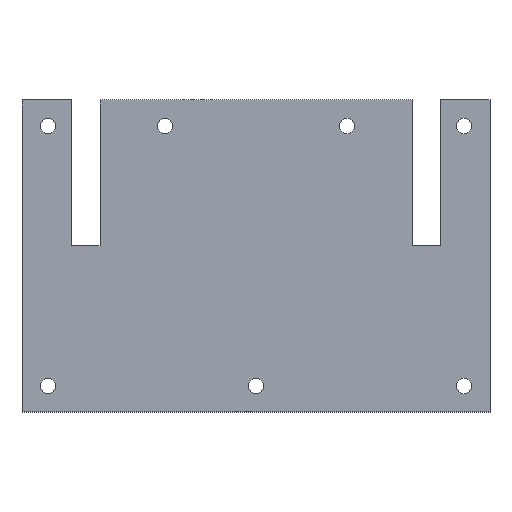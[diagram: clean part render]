
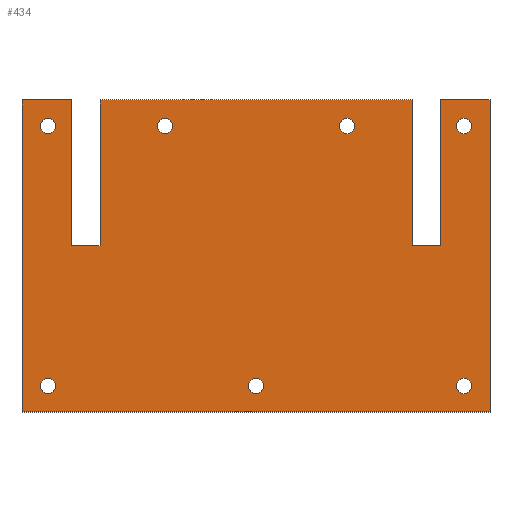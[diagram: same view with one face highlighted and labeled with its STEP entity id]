
A CAD part, top view. The second image highlights one B-rep face of the part: STEP entity #434.
In plain terms, the highlighted planar face has unit normal (0, 0, 1).
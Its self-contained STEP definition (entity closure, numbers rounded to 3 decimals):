
#16=LINE('',#642,#52);
#19=LINE('',#648,#55);
#22=LINE('',#654,#58);
#25=LINE('',#660,#61);
#28=LINE('',#666,#64);
#31=LINE('',#672,#67);
#34=LINE('',#678,#70);
#37=LINE('',#684,#73);
#40=LINE('',#690,#76);
#43=LINE('',#696,#79);
#46=LINE('',#702,#82);
#49=LINE('',#706,#85);
#52=VECTOR('',#539,10.);
#55=VECTOR('',#544,10.);
#58=VECTOR('',#549,10.);
#61=VECTOR('',#554,10.);
#64=VECTOR('',#559,10.);
#67=VECTOR('',#564,10.);
#70=VECTOR('',#569,10.);
#73=VECTOR('',#574,10.);
#76=VECTOR('',#579,10.);
#79=VECTOR('',#584,10.);
#82=VECTOR('',#589,10.);
#85=VECTOR('',#594,10.);
#98=PLANE('',#489);
#107=FACE_BOUND('',#169,.T.);
#108=FACE_BOUND('',#170,.T.);
#109=FACE_BOUND('',#171,.T.);
#110=FACE_BOUND('',#172,.T.);
#111=FACE_BOUND('',#173,.T.);
#112=FACE_BOUND('',#174,.T.);
#113=FACE_BOUND('',#175,.T.);
#140=FACE_OUTER_BOUND('',#168,.T.);
#168=EDGE_LOOP('',(#348,#349,#350,#351,#352,#353,#354,#355,#356,#357,#358,
#359));
#169=EDGE_LOOP('',(#360));
#170=EDGE_LOOP('',(#361));
#171=EDGE_LOOP('',(#362));
#172=EDGE_LOOP('',(#363));
#173=EDGE_LOOP('',(#364));
#174=EDGE_LOOP('',(#365));
#175=EDGE_LOOP('',(#366));
#184=CIRCLE('',#457,3.);
#186=CIRCLE('',#460,3.);
#188=CIRCLE('',#463,3.);
#190=CIRCLE('',#466,3.);
#192=CIRCLE('',#469,3.);
#194=CIRCLE('',#472,3.);
#196=CIRCLE('',#475,3.);
#198=VERTEX_POINT('',#601);
#200=VERTEX_POINT('',#606);
#202=VERTEX_POINT('',#611);
#204=VERTEX_POINT('',#616);
#206=VERTEX_POINT('',#621);
#208=VERTEX_POINT('',#626);
#210=VERTEX_POINT('',#631);
#214=VERTEX_POINT('',#639);
#215=VERTEX_POINT('',#641);
#217=VERTEX_POINT('',#647);
#219=VERTEX_POINT('',#653);
#221=VERTEX_POINT('',#659);
#223=VERTEX_POINT('',#665);
#225=VERTEX_POINT('',#671);
#227=VERTEX_POINT('',#677);
#229=VERTEX_POINT('',#683);
#231=VERTEX_POINT('',#689);
#233=VERTEX_POINT('',#695);
#235=VERTEX_POINT('',#701);
#236=EDGE_CURVE('',#198,#198,#184,.T.);
#238=EDGE_CURVE('',#200,#200,#186,.T.);
#240=EDGE_CURVE('',#202,#202,#188,.T.);
#242=EDGE_CURVE('',#204,#204,#190,.T.);
#244=EDGE_CURVE('',#206,#206,#192,.T.);
#246=EDGE_CURVE('',#208,#208,#194,.T.);
#248=EDGE_CURVE('',#210,#210,#196,.T.);
#252=EDGE_CURVE('',#215,#214,#16,.T.);
#255=EDGE_CURVE('',#217,#215,#19,.T.);
#258=EDGE_CURVE('',#219,#217,#22,.T.);
#261=EDGE_CURVE('',#221,#219,#25,.T.);
#264=EDGE_CURVE('',#223,#221,#28,.T.);
#267=EDGE_CURVE('',#225,#223,#31,.T.);
#270=EDGE_CURVE('',#227,#225,#34,.T.);
#273=EDGE_CURVE('',#229,#227,#37,.T.);
#276=EDGE_CURVE('',#231,#229,#40,.T.);
#279=EDGE_CURVE('',#233,#231,#43,.T.);
#282=EDGE_CURVE('',#235,#233,#46,.T.);
#285=EDGE_CURVE('',#214,#235,#49,.T.);
#348=ORIENTED_EDGE('',*,*,#285,.T.);
#349=ORIENTED_EDGE('',*,*,#282,.T.);
#350=ORIENTED_EDGE('',*,*,#279,.T.);
#351=ORIENTED_EDGE('',*,*,#276,.T.);
#352=ORIENTED_EDGE('',*,*,#273,.T.);
#353=ORIENTED_EDGE('',*,*,#270,.T.);
#354=ORIENTED_EDGE('',*,*,#267,.T.);
#355=ORIENTED_EDGE('',*,*,#264,.T.);
#356=ORIENTED_EDGE('',*,*,#261,.T.);
#357=ORIENTED_EDGE('',*,*,#258,.T.);
#358=ORIENTED_EDGE('',*,*,#255,.T.);
#359=ORIENTED_EDGE('',*,*,#252,.T.);
#360=ORIENTED_EDGE('',*,*,#236,.T.);
#361=ORIENTED_EDGE('',*,*,#238,.T.);
#362=ORIENTED_EDGE('',*,*,#240,.T.);
#363=ORIENTED_EDGE('',*,*,#242,.T.);
#364=ORIENTED_EDGE('',*,*,#244,.T.);
#365=ORIENTED_EDGE('',*,*,#246,.T.);
#366=ORIENTED_EDGE('',*,*,#248,.T.);
#434=ADVANCED_FACE('',(#140,#107,#108,#109,#110,#111,#112,#113),#98,.T.);
#457=AXIS2_PLACEMENT_3D('',#602,#495,#496);
#460=AXIS2_PLACEMENT_3D('',#607,#501,#502);
#463=AXIS2_PLACEMENT_3D('',#612,#507,#508);
#466=AXIS2_PLACEMENT_3D('',#617,#513,#514);
#469=AXIS2_PLACEMENT_3D('',#622,#519,#520);
#472=AXIS2_PLACEMENT_3D('',#627,#525,#526);
#475=AXIS2_PLACEMENT_3D('',#632,#531,#532);
#489=AXIS2_PLACEMENT_3D('',#707,#595,#596);
#495=DIRECTION('center_axis',(0.,0.,-1.));
#496=DIRECTION('ref_axis',(-1.,0.,0.));
#501=DIRECTION('center_axis',(0.,0.,-1.));
#502=DIRECTION('ref_axis',(-1.,0.,0.));
#507=DIRECTION('center_axis',(0.,0.,-1.));
#508=DIRECTION('ref_axis',(-1.,0.,0.));
#513=DIRECTION('center_axis',(0.,0.,-1.));
#514=DIRECTION('ref_axis',(-1.,0.,0.));
#519=DIRECTION('center_axis',(0.,0.,-1.));
#520=DIRECTION('ref_axis',(-1.,0.,0.));
#525=DIRECTION('center_axis',(0.,0.,-1.));
#526=DIRECTION('ref_axis',(-1.,0.,0.));
#531=DIRECTION('center_axis',(0.,0.,-1.));
#532=DIRECTION('ref_axis',(-1.,0.,0.));
#539=DIRECTION('',(0.,1.,0.));
#544=DIRECTION('',(1.,0.,0.));
#549=DIRECTION('',(0.,-1.,0.));
#554=DIRECTION('',(-1.,0.,0.));
#559=DIRECTION('',(0.,1.,0.));
#564=DIRECTION('',(-1.,0.,0.));
#569=DIRECTION('',(0.,-1.,0.));
#574=DIRECTION('',(-1.,0.,0.));
#579=DIRECTION('',(0.,1.,0.));
#584=DIRECTION('',(-1.,0.,0.));
#589=DIRECTION('',(0.,-1.,0.));
#594=DIRECTION('',(-1.,0.,0.));
#595=DIRECTION('center_axis',(0.,0.,1.));
#596=DIRECTION('ref_axis',(1.,0.,0.));
#601=CARTESIAN_POINT('',(38.,50.,6.));
#602=CARTESIAN_POINT('Origin',(35.,50.,6.));
#606=CARTESIAN_POINT('',(-32.,50.,6.));
#607=CARTESIAN_POINT('Origin',(-35.,50.,6.));
#611=CARTESIAN_POINT('',(83.,-50.,6.));
#612=CARTESIAN_POINT('Origin',(80.,-50.,6.));
#616=CARTESIAN_POINT('',(3.,-50.,6.));
#617=CARTESIAN_POINT('Origin',(0.,-50.,6.));
#621=CARTESIAN_POINT('',(-77.,-50.,6.));
#622=CARTESIAN_POINT('Origin',(-80.,-50.,6.));
#626=CARTESIAN_POINT('',(-77.,50.,6.));
#627=CARTESIAN_POINT('Origin',(-80.,50.,6.));
#631=CARTESIAN_POINT('',(83.,50.,6.));
#632=CARTESIAN_POINT('Origin',(80.,50.,6.));
#639=CARTESIAN_POINT('',(90.,60.,6.));
#641=CARTESIAN_POINT('',(90.,-60.,6.));
#642=CARTESIAN_POINT('',(90.,-60.,6.));
#647=CARTESIAN_POINT('',(-90.,-60.,6.));
#648=CARTESIAN_POINT('',(-90.,-60.,6.));
#653=CARTESIAN_POINT('',(-90.,60.,6.));
#654=CARTESIAN_POINT('',(-90.,60.,6.));
#659=CARTESIAN_POINT('',(-71.,60.,6.));
#660=CARTESIAN_POINT('',(90.,60.,6.));
#665=CARTESIAN_POINT('',(-71.,4.,6.));
#666=CARTESIAN_POINT('',(-71.,4.,6.));
#671=CARTESIAN_POINT('',(-60.,4.,6.));
#672=CARTESIAN_POINT('',(-60.,4.,6.));
#677=CARTESIAN_POINT('',(-60.,60.,6.));
#678=CARTESIAN_POINT('',(-60.,60.,6.));
#683=CARTESIAN_POINT('',(60.,60.,6.));
#684=CARTESIAN_POINT('',(90.,60.,6.));
#689=CARTESIAN_POINT('',(60.,4.,6.));
#690=CARTESIAN_POINT('',(60.,4.,6.));
#695=CARTESIAN_POINT('',(71.,4.,6.));
#696=CARTESIAN_POINT('',(71.,4.,6.));
#701=CARTESIAN_POINT('',(71.,60.,6.));
#702=CARTESIAN_POINT('',(71.,60.,6.));
#706=CARTESIAN_POINT('',(90.,60.,6.));
#707=CARTESIAN_POINT('Origin',(0.,7.204,6.));
